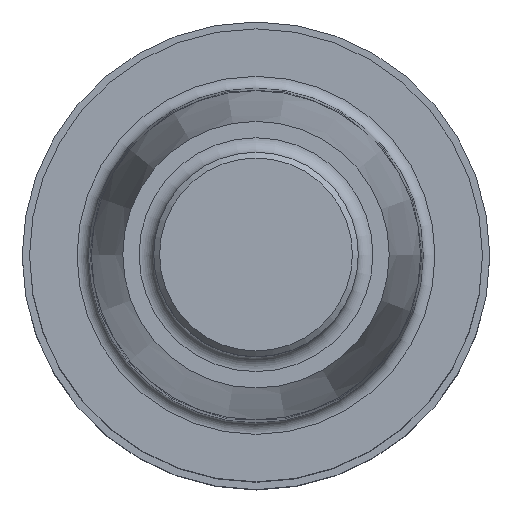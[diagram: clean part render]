
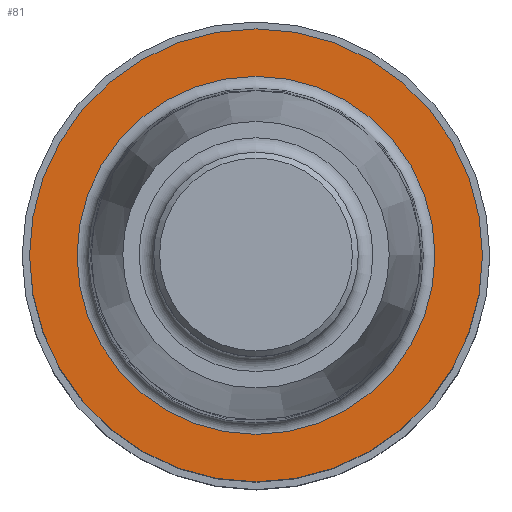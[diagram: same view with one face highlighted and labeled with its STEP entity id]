
A CAD part, top view. The second image highlights one B-rep face of the part: STEP entity #81.
In plain terms, the highlighted planar face has unit normal (0, 0, 1).
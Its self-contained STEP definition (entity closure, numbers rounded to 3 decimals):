
#61=PLANE('',#302);
#81=ADVANCED_FACE('',(#110,#111),#61,.F.);
#110=FACE_BOUND('',#141,.T.);
#111=FACE_BOUND('',#142,.T.);
#141=EDGE_LOOP('',(#173));
#142=EDGE_LOOP('',(#174));
#173=ORIENTED_EDGE('',*,*,#210,.T.);
#174=ORIENTED_EDGE('',*,*,#209,.T.);
#193=VERTEX_POINT('',#473);
#194=VERTEX_POINT('',#476);
#209=EDGE_CURVE('',#193,#193,#225,.T.);
#210=EDGE_CURVE('',#194,#194,#226,.T.);
#225=CIRCLE('',#299,6.124);
#226=CIRCLE('',#301,7.75);
#299=AXIS2_PLACEMENT_3D('',#472,#362,#363);
#301=AXIS2_PLACEMENT_3D('',#475,#366,#367);
#302=AXIS2_PLACEMENT_3D('',#477,#368,#369);
#362=DIRECTION('',(0.,0.,-1.));
#363=DIRECTION('',(-1.,0.,0.));
#366=DIRECTION('',(0.,0.,1.));
#367=DIRECTION('',(1.,0.,0.));
#368=DIRECTION('',(0.,0.,-1.));
#369=DIRECTION('',(1.,0.,0.));
#472=CARTESIAN_POINT('',(0.,0.,0.));
#473=CARTESIAN_POINT('',(-6.124,0.,0.));
#475=CARTESIAN_POINT('',(0.,0.,0.));
#476=CARTESIAN_POINT('',(7.75,0.,0.));
#477=CARTESIAN_POINT('',(0.,7.75,0.));
